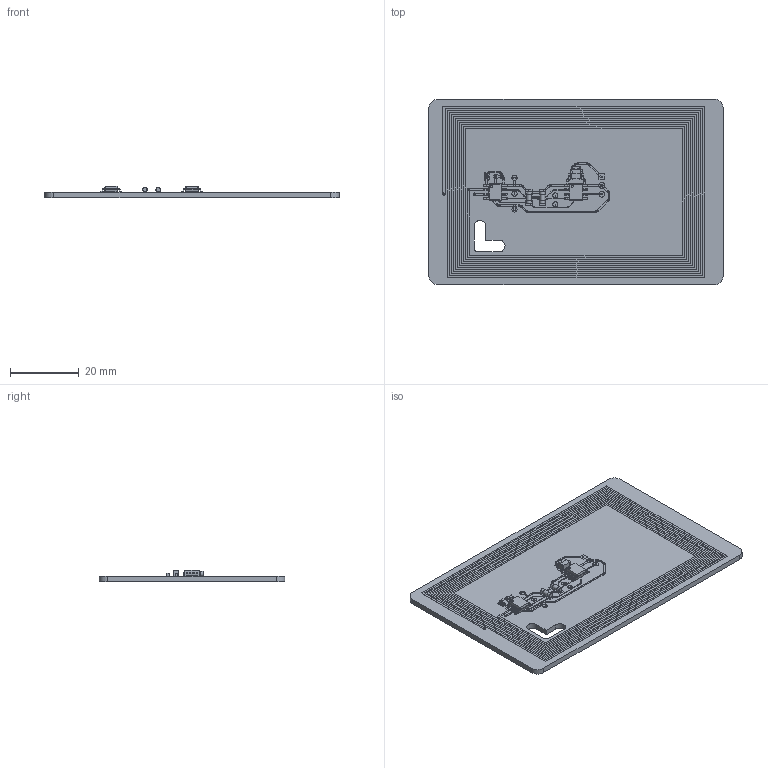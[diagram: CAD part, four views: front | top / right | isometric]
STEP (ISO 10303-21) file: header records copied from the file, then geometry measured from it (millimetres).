
FILE_DESCRIPTION(('KiCad electronic assembly'),'2;1');
FILE_NAME('nfc tag.step','2025-03-04T21:14:27',('Pcbnew'),('Kicad'), 'Open CASCADE STEP processor 7.7','KiCad to STEP converter','Unknown' );
FILE_SCHEMA(('AUTOMOTIVE_DESIGN { 1 0 10303 214 1 1 1 1 }'));
Length unit declared in the file: millimetre
Products named in the file (157): nfc tag 1; SOIC-8_3.9x4.9mm_P1.27mm; SOIC_8_39x49mm_P127mm; C_0603_1608Metric; R_MiniMELF_MMA-0204; C_1206_3216Metric; nfc_tag_track_1; nfc_tag_track_2; nfc_tag_track_3; nfc_tag_track_4; nfc_tag_track_5; nfc_tag_track_6; nfc_tag_track_7; nfc_tag_track_8; nfc_tag_track_9; nfc_tag_track_10; nfc_tag_track_11; nfc_tag_track_12; nfc_tag_track_13; nfc_tag_track_14; nfc_tag_track_15; nfc_tag_track_16; nfc_tag_track_17; nfc_tag_track_18; nfc_tag_track_19; nfc_tag_track_20; nfc_tag_track_21; nfc_tag_track_22; nfc_tag_track_23; nfc_tag_track_24; nfc_tag_track_25; nfc_tag_track_26; nfc_tag_track_27; nfc_tag_track_28; nfc_tag_track_29; nfc_tag_track_30; nfc_tag_track_31; nfc_tag_track_32; nfc_tag_track_33; nfc_tag_track_34 ...
Assembly tree (159 placements, depth 3):
  nfc tag 1
    SOIC-8_3.9x4.9mm_P1.27mm  x2
      SOIC_8_39x49mm_P127mm
    C_0603_1608Metric  x2
      C_0603_1608Metric
    R_MiniMELF_MMA-0204  x2
      R_MiniMELF_MMA-0204
    C_1206_3216Metric
      C_1206_3216Metric
    nfc_tag_track_1
    nfc_tag_track_2
    nfc_tag_track_3
    nfc_tag_track_4
    nfc_tag_track_5
    nfc_tag_track_6
    nfc_tag_track_7
    nfc_tag_track_8
    nfc_tag_track_9
    nfc_tag_track_10
    nfc_tag_track_11
    nfc_tag_track_12
    nfc_tag_track_13
    nfc_tag_track_14
    nfc_tag_track_15
    nfc_tag_track_16
    nfc_tag_track_17
    nfc_tag_track_18
    nfc_tag_track_19
    nfc_tag_track_20
    nfc_tag_track_21
    nfc_tag_track_22
    nfc_tag_track_23
    nfc_tag_track_24
    nfc_tag_track_25
    nfc_tag_track_26
    nfc_tag_track_27
    nfc_tag_track_28
    nfc_tag_track_29
    nfc_tag_track_30
    nfc_tag_track_31
    nfc_tag_track_32
    nfc_tag_track_33
    nfc_tag_track_34
    nfc_tag_track_35
    nfc_tag_track_36
    nfc_tag_track_37
    nfc_tag_track_38
    nfc_tag_track_39
    nfc_tag_track_40
    nfc_tag_track_41
    nfc_tag_track_42
    nfc_tag_track_43
    nfc_tag_track_44
    nfc_tag_track_45
    nfc_tag_track_46
    nfc_tag_track_47
    nfc_tag_track_48
    nfc_tag_track_49
    nfc_tag_track_50
    nfc_tag_track_51
Bounding box: 85.6 x 54 x 3.44 mm (x, y, z)
Volume: 7425.5 mm3; surface area: 11920.6 mm2
Topology: 147 solids, 155 shells, 2359 faces, 6003 edges, 3958 vertices
Faces by surface type: plane 2000, cylinder 291, bspline 64, revolution 4
Full cylindrical faces by diameter (mm): 0.25 x11, 0.3 x4, 0.6 x3, 0.7 x4, 1.35 x2, 1.4 x4, 1.5 x5
Entity records: 69684 total; most frequent: CARTESIAN_POINT 11639, ORIENTED_EDGE 11014, DIRECTION 10563, EDGE_CURVE 5515, LINE 4993, VECTOR 4993, VERTEX_POINT 3668, AXIS2_PLACEMENT_3D 2784
